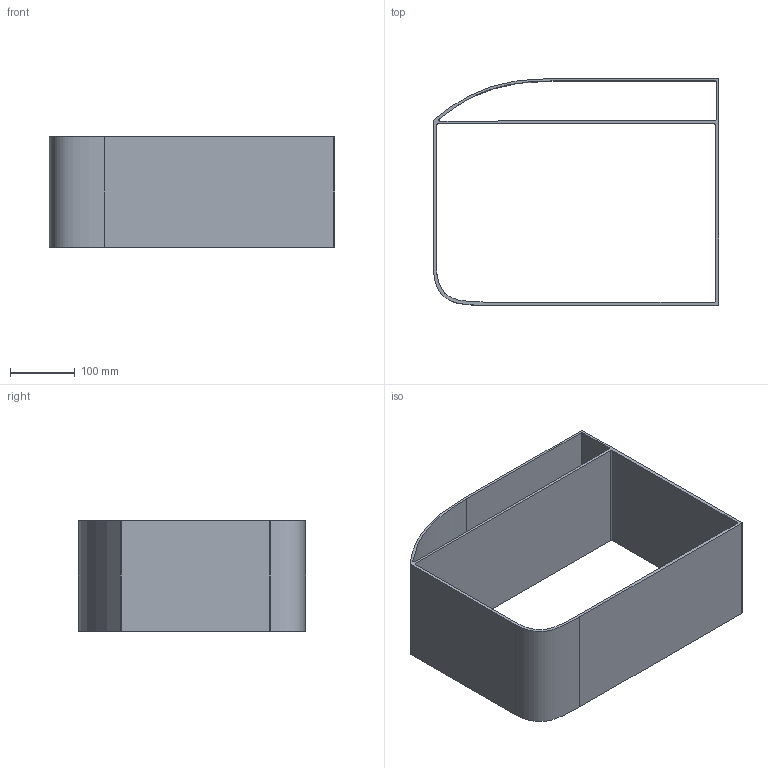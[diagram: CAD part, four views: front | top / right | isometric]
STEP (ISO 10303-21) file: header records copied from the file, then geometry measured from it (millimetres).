
FILE_DESCRIPTION(/* description */ (''),/* implementation_level */ '2;1');
FILE_NAME(/* name */ 'Prototype_2_2.1Kg v1.step',/* time_stamp */ '2024-02-22T19:40:08+05:30',/* author */ (''),/* organization */ (''),/* preprocessor_version */ 'ST-DEVELOPER v20',/* originating_system */ 'Autodesk Translation Framework v12.20.1.177',/* authorisation */ '');
FILE_SCHEMA (('AUTOMOTIVE_DESIGN { 1 0 10303 214 3 1 1 }'));
Length unit declared in the file: millimetre
Products named in the file (65): Prototype_2_2.1Kg; Component1; Component2; Component3; Component4; Component5; Component6; Component7; Component8; Component9; Component10; Component11; Component12; Component13; Component14; Component15; Component16; Component17; Component18; Component19; Component20; Component21; Component22; Component23; Component24; Component25; Component26; Component27; Component28; Component29; Component30; Component31; Component32; Component33; Component34; Component35; Component36; Component37; Component38; Component39 ...
Assembly tree (64 placements, depth 2):
  Prototype_2_2.1Kg
    Component1
    Component2
    Component3
    Component4
    Component5
    Component6
    Component7
    Component8
    Component9
    Component10
    Component11
    Component12
    Component13
    Component14
    Component15
    Component16
    Component17
    Component18
    Component19
    Component20
    Component21
    Component22
    Component23
    Component24
    Component25
    Component26
    Component27
    Component28
    Component29
    Component30
    Component31
    Component32
    Component33
    Component34
    Component35
    Component36
    Component37
    Component38
    Component39
    Component40
    Component41
    Component42
    Component43
    Component44
    Component45
    Component46
    Component47
    Component48
    Component49
    Component50
    Component51
    Component52
    Component53
    Component54
    Component55
    Component56
    Component57
    Component58
    Component59
Bounding box: 440 x 350 x 170 mm (x, y, z)
Volume: 1506006.8 mm3; surface area: 667777.9 mm2
Topology: 1 solids, 1 shells, 29 faces, 81 edges, 54 vertices
Faces by surface type: plane 15, cylinder 9, bspline 5
Entity records: 3227 total; most frequent: CARTESIAN_POINT 616, DIRECTION 393, AXIS2_PLACEMENT_3D 171, ORIENTED_EDGE 162, PRODUCT_DEFINITION_SHAPE 129, DERIVED_UNIT_ELEMENT 128, PROPERTY_DEFINITION_REPRESENTATION 128, REPRESENTATION 128
